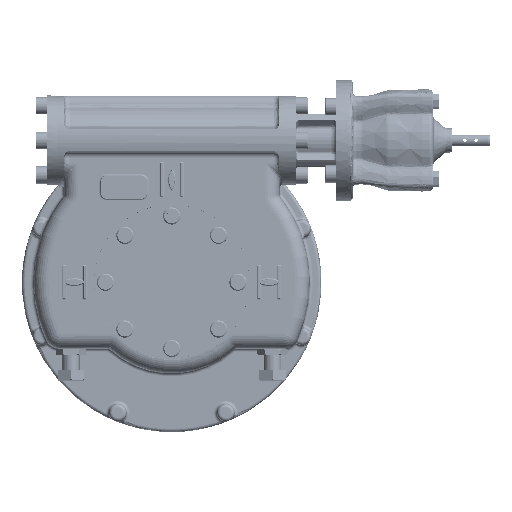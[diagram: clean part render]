
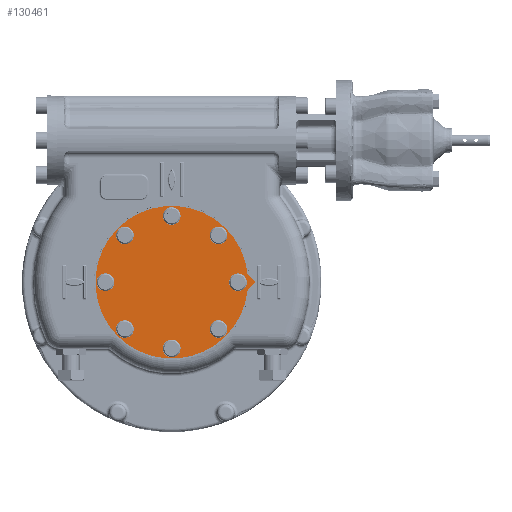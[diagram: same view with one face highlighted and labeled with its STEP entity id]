
A CAD part, top view. The second image highlights one B-rep face of the part: STEP entity #130461.
In plain terms, the highlighted planar face has unit normal (0, 0, 1).
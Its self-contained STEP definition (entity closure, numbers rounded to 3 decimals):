
#17929=CIRCLE('',#142672,15.35);
#17931=CIRCLE('',#142676,15.35);
#17933=CIRCLE('',#142680,15.35);
#17935=CIRCLE('',#142684,15.35);
#17937=CIRCLE('',#142688,15.35);
#17938=CIRCLE('',#142690,15.35);
#17940=CIRCLE('',#142694,15.35);
#17944=CIRCLE('',#142701,15.35);
#17945=CIRCLE('',#142702,132.5);
#52574=ORIENTED_EDGE('',*,*,#75868,.F.);
#52575=ORIENTED_EDGE('',*,*,#75870,.F.);
#52576=ORIENTED_EDGE('',*,*,#75872,.F.);
#52577=ORIENTED_EDGE('',*,*,#75874,.F.);
#52578=ORIENTED_EDGE('',*,*,#75876,.F.);
#52579=ORIENTED_EDGE('',*,*,#75877,.F.);
#52580=ORIENTED_EDGE('',*,*,#75879,.F.);
#52581=ORIENTED_EDGE('',*,*,#75885,.F.);
#52582=ORIENTED_EDGE('',*,*,#75886,.F.);
#52583=ORIENTED_EDGE('',*,*,#75887,.F.);
#52584=ORIENTED_EDGE('',*,*,#75888,.F.);
#75868=EDGE_CURVE('',#90365,#90365,#17929,.T.);
#75870=EDGE_CURVE('',#90367,#90367,#17931,.T.);
#75872=EDGE_CURVE('',#90369,#90369,#17933,.T.);
#75874=EDGE_CURVE('',#90371,#90371,#17935,.T.);
#75876=EDGE_CURVE('',#90373,#90373,#17937,.T.);
#75877=EDGE_CURVE('',#90374,#90374,#17938,.T.);
#75879=EDGE_CURVE('',#90376,#90376,#17940,.T.);
#75885=EDGE_CURVE('',#90382,#90382,#17944,.T.);
#75886=EDGE_CURVE('',#90383,#90384,#17945,.T.);
#75887=EDGE_CURVE('',#90385,#90383,#97726,.T.);
#75888=EDGE_CURVE('',#90384,#90385,#97727,.T.);
#90365=VERTEX_POINT('',#280238);
#90367=VERTEX_POINT('',#280244);
#90369=VERTEX_POINT('',#280250);
#90371=VERTEX_POINT('',#280256);
#90373=VERTEX_POINT('',#280262);
#90374=VERTEX_POINT('',#280265);
#90376=VERTEX_POINT('',#280271);
#90382=VERTEX_POINT('',#280286);
#90383=VERTEX_POINT('',#280288);
#90384=VERTEX_POINT('',#280289);
#90385=VERTEX_POINT('',#280291);
#97726=LINE('',#280290,#104190);
#97727=LINE('',#280292,#104191);
#104190=VECTOR('',#171771,1000.);
#104191=VECTOR('',#171772,1000.);
#112063=EDGE_LOOP('',(#52574));
#112064=EDGE_LOOP('',(#52575));
#112065=EDGE_LOOP('',(#52576));
#112066=EDGE_LOOP('',(#52577));
#112067=EDGE_LOOP('',(#52578));
#112068=EDGE_LOOP('',(#52579));
#112069=EDGE_LOOP('',(#52580));
#112070=EDGE_LOOP('',(#52581));
#112071=EDGE_LOOP('',(#52582,#52583,#52584));
#120503=FACE_BOUND('',#112063,.T.);
#120504=FACE_BOUND('',#112064,.T.);
#120505=FACE_BOUND('',#112065,.T.);
#120506=FACE_BOUND('',#112066,.T.);
#120507=FACE_BOUND('',#112067,.T.);
#120508=FACE_BOUND('',#112068,.T.);
#120509=FACE_BOUND('',#112069,.T.);
#120510=FACE_BOUND('',#112070,.T.);
#120511=FACE_BOUND('',#112071,.T.);
#123842=PLANE('',#142700);
#130461=ADVANCED_FACE('',(#120503,#120504,#120505,#120506,#120507,#120508,
#120509,#120510,#120511),#123842,.F.);
#142672=AXIS2_PLACEMENT_3D('',#280237,#171707,#171708);
#142676=AXIS2_PLACEMENT_3D('',#280243,#171715,#171716);
#142680=AXIS2_PLACEMENT_3D('',#280249,#171723,#171724);
#142684=AXIS2_PLACEMENT_3D('',#280255,#171731,#171732);
#142688=AXIS2_PLACEMENT_3D('',#280261,#171739,#171740);
#142690=AXIS2_PLACEMENT_3D('',#280264,#171743,#171744);
#142694=AXIS2_PLACEMENT_3D('',#280270,#171751,#171752);
#142700=AXIS2_PLACEMENT_3D('',#280284,#171765,#171766);
#142701=AXIS2_PLACEMENT_3D('',#280285,#171767,#171768);
#142702=AXIS2_PLACEMENT_3D('',#280287,#171769,#171770);
#171707=DIRECTION('',(0.,0.,1.));
#171708=DIRECTION('',(-0.707,-0.707,0.));
#171715=DIRECTION('',(0.,0.,1.));
#171716=DIRECTION('',(0.,1.,0.));
#171723=DIRECTION('',(0.,0.,1.));
#171724=DIRECTION('',(0.707,0.707,0.));
#171731=DIRECTION('',(0.,0.,1.));
#171732=DIRECTION('',(-1.,0.,0.));
#171739=DIRECTION('',(0.,0.,1.));
#171740=DIRECTION('',(-0.707,0.707,0.));
#171743=DIRECTION('',(0.,0.,1.));
#171744=DIRECTION('',(0.707,-0.707,0.));
#171751=DIRECTION('',(0.,0.,1.));
#171752=DIRECTION('',(1.,0.,0.));
#171765=DIRECTION('',(0.,0.,-1.));
#171766=DIRECTION('',(-1.,0.,0.));
#171767=DIRECTION('',(0.,0.,1.));
#171768=DIRECTION('',(0.,-1.,0.));
#171769=DIRECTION('',(0.,0.,-1.));
#171770=DIRECTION('',(1.,0.,0.));
#171771=DIRECTION('',(-0.707,-0.707,0.));
#171772=DIRECTION('',(0.707,-0.707,0.));
#280237=CARTESIAN_POINT('',(115.,0.,70.5));
#280238=CARTESIAN_POINT('',(104.146,-10.854,70.5));
#280243=CARTESIAN_POINT('',(-81.317,-81.317,70.5));
#280244=CARTESIAN_POINT('',(-81.317,-65.967,70.5));
#280249=CARTESIAN_POINT('',(-115.,0.,70.5));
#280250=CARTESIAN_POINT('',(-104.146,10.854,70.5));
#280255=CARTESIAN_POINT('',(81.317,-81.317,70.5));
#280256=CARTESIAN_POINT('',(65.967,-81.317,70.5));
#280261=CARTESIAN_POINT('',(0.,-115.,70.5));
#280262=CARTESIAN_POINT('',(-10.854,-104.146,70.5));
#280264=CARTESIAN_POINT('',(0.,115.,70.5));
#280265=CARTESIAN_POINT('',(10.854,104.146,70.5));
#280270=CARTESIAN_POINT('',(-81.317,81.317,70.5));
#280271=CARTESIAN_POINT('',(-65.967,81.317,70.5));
#280284=CARTESIAN_POINT('',(0.,0.,70.5));
#280285=CARTESIAN_POINT('',(81.317,81.317,70.5));
#280286=CARTESIAN_POINT('',(81.317,65.967,70.5));
#280287=CARTESIAN_POINT('',(0.,0.,70.5));
#280288=CARTESIAN_POINT('',(131.845,-13.155,70.5));
#280289=CARTESIAN_POINT('',(131.845,13.155,70.5));
#280290=CARTESIAN_POINT('',(145.,0.,70.5));
#280291=CARTESIAN_POINT('',(145.,0.,70.5));
#280292=CARTESIAN_POINT('',(131.845,13.155,70.5));
